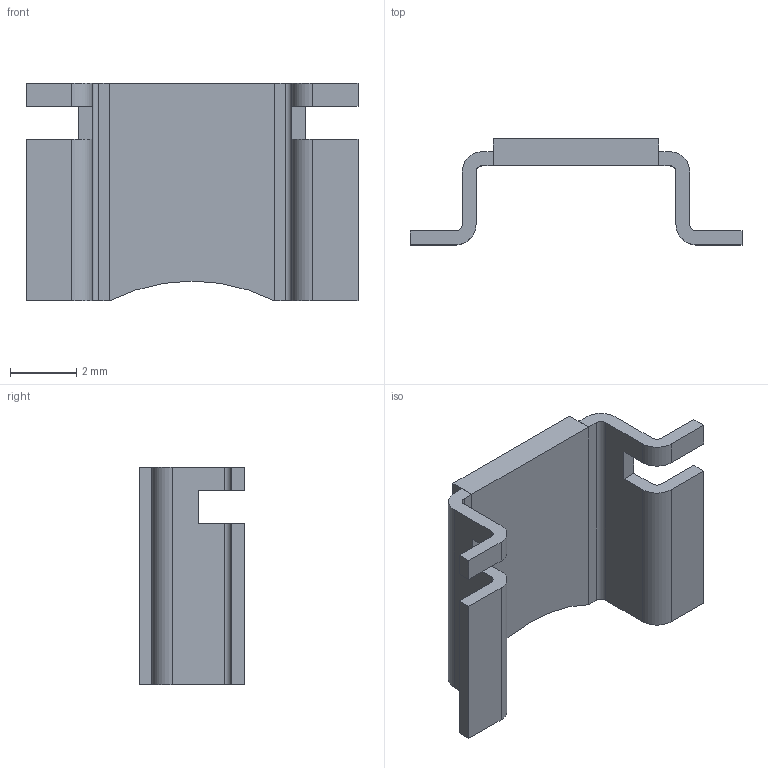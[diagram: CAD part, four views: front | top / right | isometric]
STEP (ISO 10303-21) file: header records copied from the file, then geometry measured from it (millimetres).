
FILE_DESCRIPTION (( 'STEP AP214' ), '1' );
FILE_NAME ('CSS4J-4026R-L500F.STEP', '2021-10-30T00:17:44', ( '' ), ( '' ), 'SwSTEP 2.0', 'SolidWorks 2017', '' );
FILE_SCHEMA (( 'AUTOMOTIVE_DESIGN' ));
Length unit declared in the file: millimetre
Products named in the file (1): CSS4J-4026R-L500F
Bounding box: 10.06 x 3.21 x 6.6 mm (x, y, z)
Volume: 48.1 mm3; surface area: 214 mm2
Topology: 3 solids, 3 shells, 51 faces, 135 edges, 90 vertices
Faces by surface type: plane 37, cylinder 14
Entity records: 1629 total; most frequent: CARTESIAN_POINT 277, ORIENTED_EDGE 270, DIRECTION 267, EDGE_CURVE 135, LINE 107, VECTOR 107, VERTEX_POINT 90, AXIS2_PLACEMENT_3D 80
